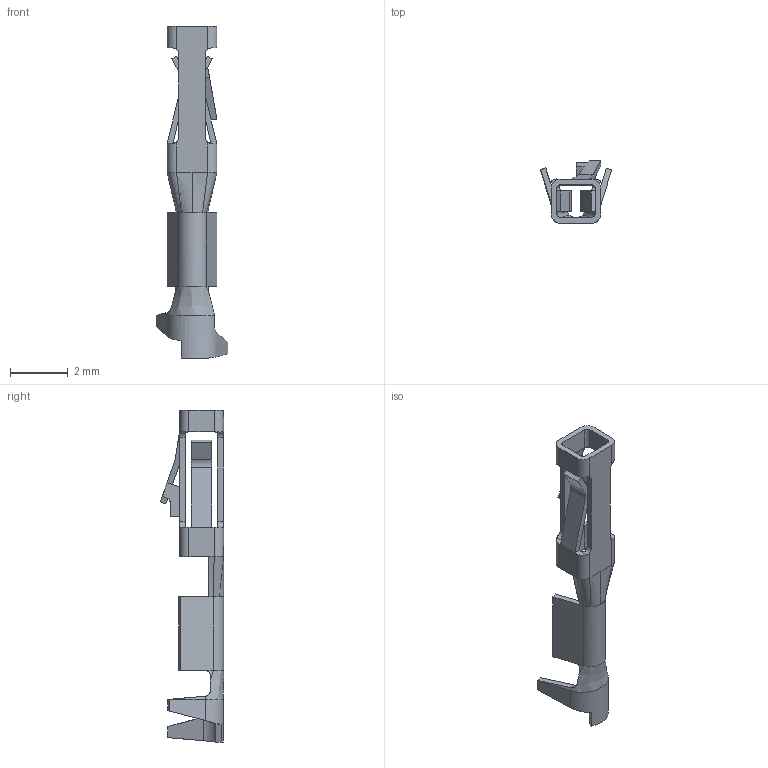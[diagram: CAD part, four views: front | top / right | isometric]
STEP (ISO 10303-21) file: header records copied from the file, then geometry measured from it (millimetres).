
FILE_DESCRIPTION((''),'2;1');
FILE_NAME('C-104480-4','2008-02-07T',('workeradm'),('Tyco Electronics Corporation'),'PRO/ENGINEER BY PARAMETRIC TECHNOLOGY CORPORATION, 2005450','PRO/ENGINEER BY PARAMETRIC TECHNOLOGY CORPORATION, 2005450','');
FILE_SCHEMA(('CONFIG_CONTROL_DESIGN', 'GEOMETRIC_VALIDATION_PROPERTIES_MIM'));
Length unit declared in the file: millimetre
Products named in the file (1): C-104480-4
Bounding box: 2.48 x 2.18 x 11.51 mm (x, y, z)
Volume: 7.2 mm3; surface area: 87.5 mm2
Topology: 1 solids, 1 shells, 138 faces, 388 edges, 247 vertices
Faces by surface type: plane 80, cylinder 37, bspline 21
Entity records: 5485 total; most frequent: CARTESIAN_POINT 1904, ORIENTED_EDGE 776, DIRECTION 640, EDGE_CURVE 388, VECTOR 264, LINE 264, VERTEX_POINT 247, AXIS2_PLACEMENT_3D 188
